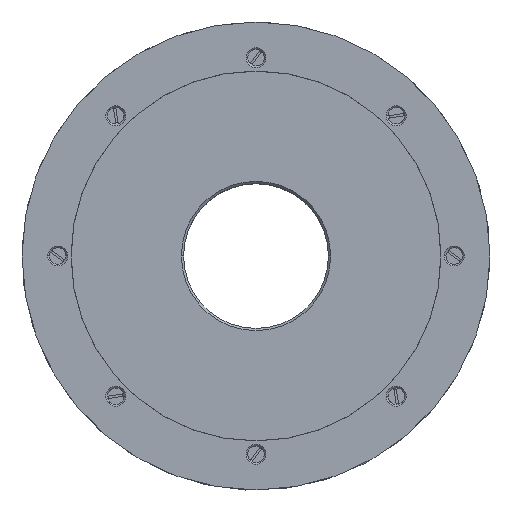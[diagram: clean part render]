
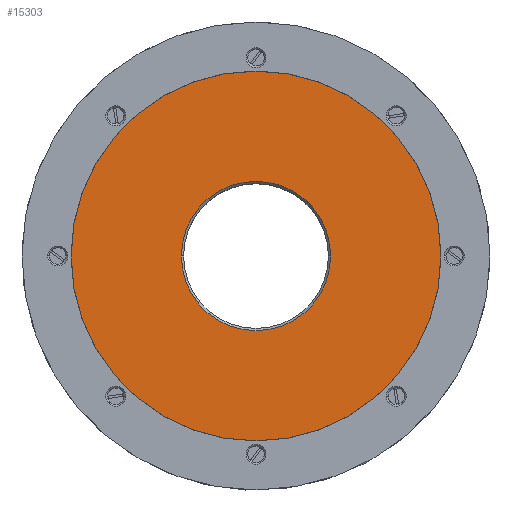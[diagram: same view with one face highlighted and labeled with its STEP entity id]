
A CAD part, top view. The second image highlights one B-rep face of the part: STEP entity #15303.
In plain terms, the highlighted planar face has unit normal (0, 0, 1).
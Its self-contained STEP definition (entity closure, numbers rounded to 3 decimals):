
#207 = DIRECTION ( 'NONE',  ( 0., 1., 0. ) ) ;
#584 = AXIS2_PLACEMENT_3D ( 'NONE', #19756, #9985, #207 ) ;
#699 = AXIS2_PLACEMENT_3D ( 'NONE', #19316, #9544, #20966 ) ;
#1089 = AXIS2_PLACEMENT_3D ( 'NONE', #16263, #6460, #17912 ) ;
#1714 = CARTESIAN_POINT ( 'NONE',  ( 33.5, 0., 30. ) ) ;
#1855 = EDGE_CURVE ( 'NONE', #14961, #2825, #1907, .T. ) ;
#1907 = CIRCLE ( 'NONE', #584, 82.95 ) ;
#2415 = CARTESIAN_POINT ( 'NONE',  ( 0., 0., 30. ) ) ;
#2518 = EDGE_CURVE ( 'NONE', #14271, #9714, #8191, .T. ) ;
#2825 = VERTEX_POINT ( 'NONE', #19059 ) ;
#3911 = EDGE_CURVE ( 'NONE', #2825, #14961, #13809, .T. ) ;
#4053 = AXIS2_PLACEMENT_3D ( 'NONE', #8246, #19682, #9901 ) ;
#4080 = DIRECTION ( 'NONE',  ( 0., 1., 0. ) ) ;
#4608 = CIRCLE ( 'NONE', #699, 33.5 ) ;
#5420 = ORIENTED_EDGE ( 'NONE', *, *, #16650, .T. ) ;
#6393 = PLANE ( 'NONE',  #1089 ) ;
#6460 = DIRECTION ( 'NONE',  ( 0., 0., -1. ) ) ;
#6764 = CARTESIAN_POINT ( 'NONE',  ( -33.5, 0., 30. ) ) ;
#7388 = AXIS2_PLACEMENT_3D ( 'NONE', #2415, #13887, #4080 ) ;
#8191 = CIRCLE ( 'NONE', #4053, 33.5 ) ;
#8246 = CARTESIAN_POINT ( 'NONE',  ( 0., 0., 30. ) ) ;
#9544 = DIRECTION ( 'NONE',  ( 0., 0., -1. ) ) ;
#9714 = VERTEX_POINT ( 'NONE', #6764 ) ;
#9901 = DIRECTION ( 'NONE',  ( -1., 0., 0. ) ) ;
#9985 = DIRECTION ( 'NONE',  ( 0., 0., 1. ) ) ;
#11002 = FACE_BOUND ( 'NONE', #18711, .T. ) ;
#13228 = ORIENTED_EDGE ( 'NONE', *, *, #2518, .T. ) ;
#13376 = CARTESIAN_POINT ( 'NONE',  ( 0., -82.95, 30. ) ) ;
#13809 = CIRCLE ( 'NONE', #7388, 82.95 ) ;
#13887 = DIRECTION ( 'NONE',  ( 0., 0., 1. ) ) ;
#14271 = VERTEX_POINT ( 'NONE', #1714 ) ;
#14961 = VERTEX_POINT ( 'NONE', #13376 ) ;
#15303 = ADVANCED_FACE ( 'NONE', ( #11002, #18157 ), #6393, .F. ) ;
#15711 = ORIENTED_EDGE ( 'NONE', *, *, #3911, .T. ) ;
#16263 = CARTESIAN_POINT ( 'NONE',  ( 0., 0., 30. ) ) ;
#16650 = EDGE_CURVE ( 'NONE', #9714, #14271, #4608, .T. ) ;
#17912 = DIRECTION ( 'NONE',  ( 0., -1., 0. ) ) ;
#18157 = FACE_OUTER_BOUND ( 'NONE', #20401, .T. ) ;
#18711 = EDGE_LOOP ( 'NONE', ( #13228, #5420 ) ) ;
#19059 = CARTESIAN_POINT ( 'NONE',  ( 0., 82.95, 30. ) ) ;
#19316 = CARTESIAN_POINT ( 'NONE',  ( 0., 0., 30. ) ) ;
#19682 = DIRECTION ( 'NONE',  ( 0., 0., -1. ) ) ;
#19756 = CARTESIAN_POINT ( 'NONE',  ( 0., 0., 30. ) ) ;
#20401 = EDGE_LOOP ( 'NONE', ( #15711, #20816 ) ) ;
#20816 = ORIENTED_EDGE ( 'NONE', *, *, #1855, .T. ) ;
#20966 = DIRECTION ( 'NONE',  ( -1., 0., 0. ) ) ;
